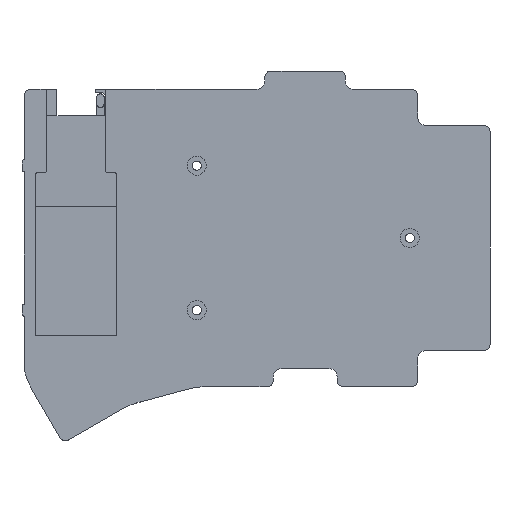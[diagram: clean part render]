
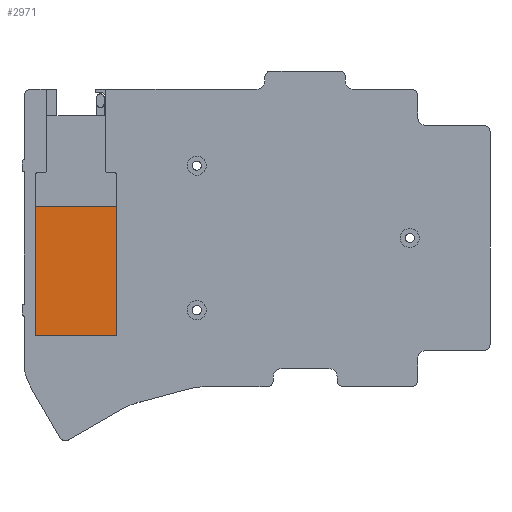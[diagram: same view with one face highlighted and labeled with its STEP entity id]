
A CAD part, top view. The second image highlights one B-rep face of the part: STEP entity #2971.
In plain terms, the highlighted planar face has unit normal (0, 0, 1).
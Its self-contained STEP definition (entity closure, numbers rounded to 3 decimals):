
#1095 = VERTEX_POINT('',#1096);
#1096 = CARTESIAN_POINT('',(120.5,46.75,1.7));
#1102 = EDGE_CURVE('',#1103,#1095,#1105,.T.);
#1103 = VERTEX_POINT('',#1104);
#1104 = CARTESIAN_POINT('',(120.5,12.75,1.7));
#1105 = LINE('',#1106,#1107);
#1106 = CARTESIAN_POINT('',(120.5,31.689,
    1.7));
#1107 = VECTOR('',#1108,1.);
#1108 = DIRECTION('',(0.,1.,0.));
#1152 = VERTEX_POINT('',#1153);
#1153 = CARTESIAN_POINT('',(121.,12.25,1.7));
#1159 = EDGE_CURVE('',#1152,#1103,#1160,.T.);
#1160 = CIRCLE('',#1161,0.5);
#1161 = AXIS2_PLACEMENT_3D('',#1162,#1163,#1164);
#1162 = CARTESIAN_POINT('',(121.,12.75,1.7));
#1163 = DIRECTION('',(0.,0.,-1.));
#1164 = DIRECTION('',(-1.,0.,0.));
#1202 = VERTEX_POINT('',#1203);
#1203 = CARTESIAN_POINT('',(141.5,12.25,1.7));
#1209 = EDGE_CURVE('',#1202,#1152,#1210,.T.);
#1210 = LINE('',#1211,#1212);
#1211 = CARTESIAN_POINT('',(141.5,12.25,1.7));
#1212 = VECTOR('',#1213,1.);
#1213 = DIRECTION('',(-1.,0.,0.));
#1226 = VERTEX_POINT('',#1227);
#1227 = CARTESIAN_POINT('',(142.,12.75,1.7));
#1233 = EDGE_CURVE('',#1226,#1202,#1234,.T.);
#1234 = CIRCLE('',#1235,0.5);
#1235 = AXIS2_PLACEMENT_3D('',#1236,#1237,#1238);
#1236 = CARTESIAN_POINT('',(141.5,12.75,1.7));
#1237 = DIRECTION('',(0.,0.,-1.));
#1238 = DIRECTION('',(-1.,0.,0.));
#1293 = EDGE_CURVE('',#1294,#1226,#1296,.T.);
#1294 = VERTEX_POINT('',#1295);
#1295 = CARTESIAN_POINT('',(142.,46.75,1.7));
#1296 = LINE('',#1297,#1298);
#1297 = CARTESIAN_POINT('',(142.,46.25,1.7));
#1298 = VECTOR('',#1299,1.);
#1299 = DIRECTION('',(0.,-1.,0.));
#2950 = EDGE_CURVE('',#2951,#1095,#2953,.T.);
#2951 = VERTEX_POINT('',#2952);
#2952 = CARTESIAN_POINT('',(121.,46.25,1.7));
#2953 = CIRCLE('',#2954,0.5);
#2954 = AXIS2_PLACEMENT_3D('',#2955,#2956,#2957);
#2955 = CARTESIAN_POINT('',(121.,46.75,1.7));
#2956 = DIRECTION('',(0.,0.,-1.));
#2957 = DIRECTION('',(0.,1.,0.));
#2971 = ADVANCED_FACE('',(#2972),#2995,.T.);
#2972 = FACE_BOUND('',#2973,.F.);
#2973 = EDGE_LOOP('',(#2974,#2982,#2989,#2990,#2991,#2992,#2993,#2994));
#2974 = ORIENTED_EDGE('',*,*,#2975,.T.);
#2975 = EDGE_CURVE('',#2951,#2976,#2978,.T.);
#2976 = VERTEX_POINT('',#2977);
#2977 = CARTESIAN_POINT('',(141.5,46.25,1.7));
#2978 = LINE('',#2979,#2980);
#2979 = CARTESIAN_POINT('',(120.5,46.25,1.7));
#2980 = VECTOR('',#2981,1.);
#2981 = DIRECTION('',(1.,0.,0.));
#2982 = ORIENTED_EDGE('',*,*,#2983,.T.);
#2983 = EDGE_CURVE('',#2976,#1294,#2984,.T.);
#2984 = CIRCLE('',#2985,0.5);
#2985 = AXIS2_PLACEMENT_3D('',#2986,#2987,#2988);
#2986 = CARTESIAN_POINT('',(141.5,46.75,1.7));
#2987 = DIRECTION('',(0.,0.,1.));
#2988 = DIRECTION('',(0.,1.,0.));
#2989 = ORIENTED_EDGE('',*,*,#1293,.T.);
#2990 = ORIENTED_EDGE('',*,*,#1233,.T.);
#2991 = ORIENTED_EDGE('',*,*,#1209,.T.);
#2992 = ORIENTED_EDGE('',*,*,#1159,.T.);
#2993 = ORIENTED_EDGE('',*,*,#1102,.T.);
#2994 = ORIENTED_EDGE('',*,*,#2950,.F.);
#2995 = PLANE('',#2996);
#2996 = AXIS2_PLACEMENT_3D('',#2997,#2998,#2999);
#2997 = CARTESIAN_POINT('',(131.25,29.319,
    1.7));
#2998 = DIRECTION('',(0.,0.,1.));
#2999 = DIRECTION('',(1.,0.,0.));
